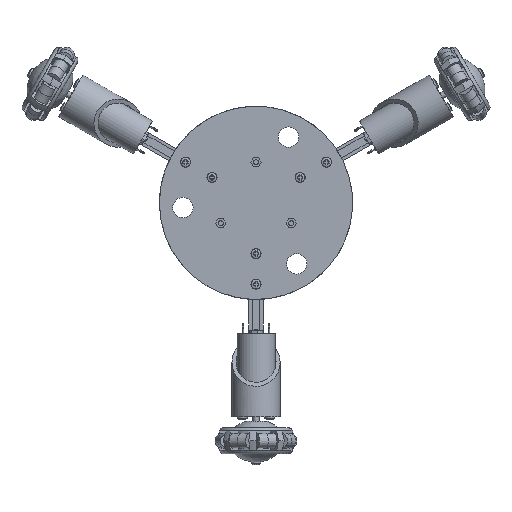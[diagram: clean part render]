
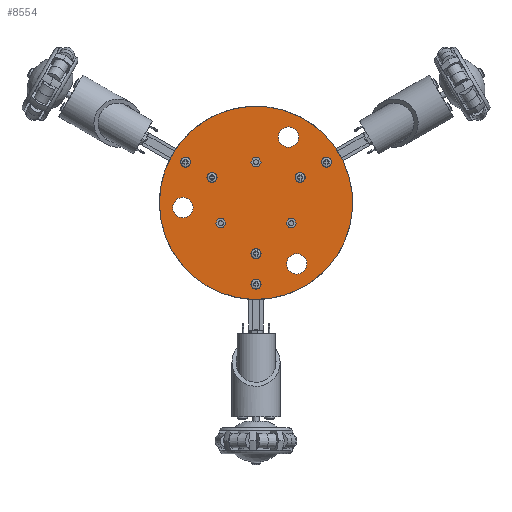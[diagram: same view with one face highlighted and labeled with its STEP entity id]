
A CAD part, front view. The second image highlights one B-rep face of the part: STEP entity #8554.
In plain terms, the highlighted planar face has unit normal (0, -1, 0).
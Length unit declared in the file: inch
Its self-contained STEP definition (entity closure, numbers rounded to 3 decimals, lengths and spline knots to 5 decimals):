
#1776=PLANE($,#9223);
#2102=FACE_BOUND($,#2956,.T.);
#2103=FACE_BOUND($,#2957,.T.);
#2104=FACE_BOUND($,#2958,.T.);
#2105=FACE_BOUND($,#2959,.T.);
#2106=FACE_BOUND($,#2960,.T.);
#2107=FACE_BOUND($,#2961,.T.);
#2108=FACE_BOUND($,#2962,.T.);
#2109=FACE_BOUND($,#2963,.T.);
#2110=FACE_BOUND($,#2964,.T.);
#2111=FACE_BOUND($,#2965,.T.);
#2112=FACE_BOUND($,#2966,.T.);
#2113=FACE_BOUND($,#2967,.T.);
#2114=FACE_BOUND($,#2968,.T.);
#2956=EDGE_LOOP($,(#6363));
#2957=EDGE_LOOP($,(#6364));
#2958=EDGE_LOOP($,(#6365));
#2959=EDGE_LOOP($,(#6366));
#2960=EDGE_LOOP($,(#6367));
#2961=EDGE_LOOP($,(#6368));
#2962=EDGE_LOOP($,(#6369));
#2963=EDGE_LOOP($,(#6370));
#2964=EDGE_LOOP($,(#6371));
#2965=EDGE_LOOP($,(#6372));
#2966=EDGE_LOOP($,(#6373));
#2967=EDGE_LOOP($,(#6374));
#2968=EDGE_LOOP($,(#6375));
#3611=CIRCLE($,#9089,0.25);
#3613=CIRCLE($,#9094,0.06);
#3615=CIRCLE($,#9099,0.06);
#3617=CIRCLE($,#9102,0.0675);
#3619=CIRCLE($,#9105,0.25);
#3621=CIRCLE($,#9110,0.06);
#3623=CIRCLE($,#9115,0.06);
#3625=CIRCLE($,#9118,0.0675);
#3659=CIRCLE($,#9163,2.375);
#3669=CIRCLE($,#9189,0.0675);
#3670=CIRCLE($,#9191,0.25);
#3671=CIRCLE($,#9193,0.06);
#3673=CIRCLE($,#9196,0.06);
#4020=VERTEX_POINT($,#12842);
#4030=VERTEX_POINT($,#12865);
#4040=VERTEX_POINT($,#12888);
#4042=VERTEX_POINT($,#12893);
#4044=VERTEX_POINT($,#12898);
#4054=VERTEX_POINT($,#12921);
#4064=VERTEX_POINT($,#12944);
#4066=VERTEX_POINT($,#12949);
#4100=VERTEX_POINT($,#13048);
#4117=VERTEX_POINT($,#13111);
#4118=VERTEX_POINT($,#13114);
#4119=VERTEX_POINT($,#13117);
#4121=VERTEX_POINT($,#13122);
#4845=EDGE_CURVE($,#4020,#4020,#3611,.T.);
#4855=EDGE_CURVE($,#4030,#4030,#3613,.T.);
#4865=EDGE_CURVE($,#4040,#4040,#3615,.T.);
#4867=EDGE_CURVE($,#4042,#4042,#3617,.T.);
#4869=EDGE_CURVE($,#4044,#4044,#3619,.T.);
#4879=EDGE_CURVE($,#4054,#4054,#3621,.T.);
#4889=EDGE_CURVE($,#4064,#4064,#3623,.T.);
#4891=EDGE_CURVE($,#4066,#4066,#3625,.T.);
#4945=EDGE_CURVE($,#4100,#4100,#3659,.T.);
#4975=EDGE_CURVE($,#4117,#4117,#3669,.T.);
#4976=EDGE_CURVE($,#4118,#4118,#3670,.T.);
#4977=EDGE_CURVE($,#4119,#4119,#3671,.T.);
#4979=EDGE_CURVE($,#4121,#4121,#3673,.T.);
#6363=ORIENTED_EDGE($,*,*,#4845,.T.);
#6364=ORIENTED_EDGE($,*,*,#4855,.T.);
#6365=ORIENTED_EDGE($,*,*,#4865,.T.);
#6366=ORIENTED_EDGE($,*,*,#4867,.T.);
#6367=ORIENTED_EDGE($,*,*,#4869,.T.);
#6368=ORIENTED_EDGE($,*,*,#4879,.T.);
#6369=ORIENTED_EDGE($,*,*,#4889,.T.);
#6370=ORIENTED_EDGE($,*,*,#4891,.T.);
#6371=ORIENTED_EDGE($,*,*,#4975,.T.);
#6372=ORIENTED_EDGE($,*,*,#4976,.T.);
#6373=ORIENTED_EDGE($,*,*,#4977,.T.);
#6374=ORIENTED_EDGE($,*,*,#4979,.T.);
#6375=ORIENTED_EDGE($,*,*,#4945,.T.);
#8554=ADVANCED_FACE($,(#2102,#2103,#2104,#2105,#2106,#2107,#2108,#2109,
#2110,#2111,#2112,#2113,#2114),#1776,.F.);
#9089=AXIS2_PLACEMENT_3D($,#12843,#10177,#10178);
#9094=AXIS2_PLACEMENT_3D($,#12866,#10195,#10196);
#9099=AXIS2_PLACEMENT_3D($,#12889,#10213,#10214);
#9102=AXIS2_PLACEMENT_3D($,#12894,#10219,#10220);
#9105=AXIS2_PLACEMENT_3D($,#12899,#10225,#10226);
#9110=AXIS2_PLACEMENT_3D($,#12922,#10243,#10244);
#9115=AXIS2_PLACEMENT_3D($,#12945,#10261,#10262);
#9118=AXIS2_PLACEMENT_3D($,#12950,#10267,#10268);
#9163=AXIS2_PLACEMENT_3D($,#13049,#10377,#10378);
#9189=AXIS2_PLACEMENT_3D($,#13112,#10449,#10450);
#9191=AXIS2_PLACEMENT_3D($,#13115,#10453,#10454);
#9193=AXIS2_PLACEMENT_3D($,#13118,#10457,#10458);
#9196=AXIS2_PLACEMENT_3D($,#13123,#10463,#10464);
#9223=AXIS2_PLACEMENT_3D($,#13193,#10541,#10542);
#10177=DIRECTION('center_axis',(0.,1.,0.));
#10178=DIRECTION('ref_axis',(0.5,0.,-0.866));
#10195=DIRECTION('center_axis',(0.,1.,0.));
#10196=DIRECTION('ref_axis',(0.5,0.,-0.866));
#10213=DIRECTION('center_axis',(0.,1.,0.));
#10214=DIRECTION('ref_axis',(0.5,0.,-0.866));
#10219=DIRECTION('center_axis',(0.,1.,0.));
#10220=DIRECTION('ref_axis',(0.5,0.,-0.866));
#10225=DIRECTION('center_axis',(0.,1.,0.));
#10226=DIRECTION('ref_axis',(0.5,0.,0.866));
#10243=DIRECTION('center_axis',(0.,1.,0.));
#10244=DIRECTION('ref_axis',(0.5,0.,0.866));
#10261=DIRECTION('center_axis',(0.,1.,0.));
#10262=DIRECTION('ref_axis',(0.5,0.,0.866));
#10267=DIRECTION('center_axis',(0.,1.,0.));
#10268=DIRECTION('ref_axis',(0.5,0.,0.866));
#10377=DIRECTION('center_axis',(0.,-1.,0.));
#10378=DIRECTION('ref_axis',(1.,0.,0.));
#10449=DIRECTION('center_axis',(0.,1.,0.));
#10450=DIRECTION('ref_axis',(-1.,0.,0.));
#10453=DIRECTION('center_axis',(0.,1.,0.));
#10454=DIRECTION('ref_axis',(-1.,0.,0.));
#10457=DIRECTION('center_axis',(0.,1.,0.));
#10458=DIRECTION('ref_axis',(-1.,0.,0.));
#10463=DIRECTION('center_axis',(0.,1.,0.));
#10464=DIRECTION('ref_axis',(-1.,0.,0.));
#10541=DIRECTION('center_axis',(0.,1.,0.));
#10542=DIRECTION('ref_axis',(0.,0.,1.));
#12842=CARTESIAN_POINT('',(0.67404,0.,1.83253));
#12843=CARTESIAN_POINT('Origin',(0.79904,0.,1.61603));
#12865=CARTESIAN_POINT('',(1.70205,0.,1.05196));
#12866=CARTESIAN_POINT('Origin',(1.73205,0.,1.));
#12888=CARTESIAN_POINT('',(1.05253,0.,0.67696));
#12889=CARTESIAN_POINT('Origin',(1.08253,0.,0.625));
#12893=CARTESIAN_POINT('',(-0.89978,0.,-0.44154));
#12894=CARTESIAN_POINT('Origin',(-0.86603,0.,-0.5));
#12898=CARTESIAN_POINT('',(-1.92404,0.,-0.33253));
#12899=CARTESIAN_POINT('Origin',(-1.79904,0.,-0.11603));
#12921=CARTESIAN_POINT('',(-1.76205,0.,0.94804));
#12922=CARTESIAN_POINT('Origin',(-1.73205,0.,1.));
#12944=CARTESIAN_POINT('',(-1.11253,0.,0.57304));
#12945=CARTESIAN_POINT('Origin',(-1.08253,0.,0.625));
#12949=CARTESIAN_POINT('',(0.83228,0.,-0.55846));
#12950=CARTESIAN_POINT('Origin',(0.86603,0.,-0.5));
#13048=CARTESIAN_POINT('',(-2.375,0.,0.));
#13049=CARTESIAN_POINT('Origin',(0.,0.,0.));
#13111=CARTESIAN_POINT('',(0.0675,0.,1.));
#13112=CARTESIAN_POINT('Origin',(0.,0.,1.));
#13114=CARTESIAN_POINT('',(1.25,0.,-1.5));
#13115=CARTESIAN_POINT('Origin',(1.,0.,-1.5));
#13117=CARTESIAN_POINT('',(0.06,0.,-2.));
#13118=CARTESIAN_POINT('Origin',(0.,0.,-2.));
#13122=CARTESIAN_POINT('',(0.06,0.,-1.25));
#13123=CARTESIAN_POINT('Origin',(0.,0.,-1.25));
#13193=CARTESIAN_POINT('Origin',(0.,0.,0.));
